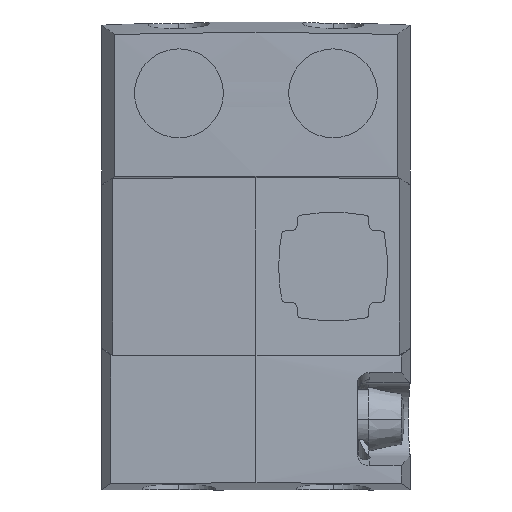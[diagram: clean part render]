
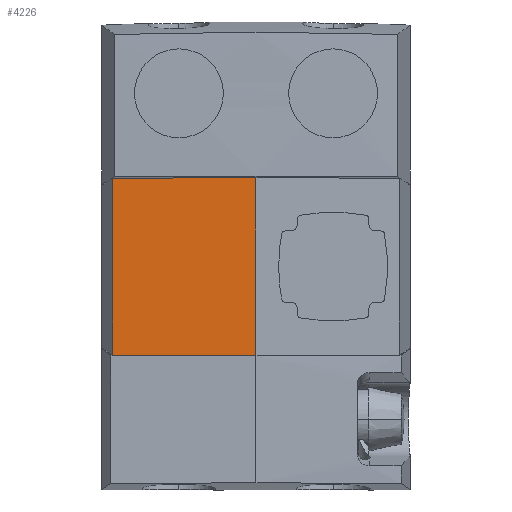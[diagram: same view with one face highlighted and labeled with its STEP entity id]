
A CAD part, top view. The second image highlights one B-rep face of the part: STEP entity #4226.
In plain terms, the highlighted cylindrical face has radius 2500 mm (diameter 5000 mm), a partial arc.
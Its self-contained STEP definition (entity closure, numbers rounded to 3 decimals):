
#61 = ORIENTED_EDGE ( 'NONE', *, *, #7727, .F. ) ;
#156 = CARTESIAN_POINT ( 'NONE',  ( -116.333, -80., 89.474 ) ) ;
#204 = DIRECTION ( 'NONE',  ( 0., 1., 0. ) ) ;
#231 = CARTESIAN_POINT ( 'NONE',  ( 0., -72.116, 92.182 ) ) ;
#290 = CARTESIAN_POINT ( 'NONE',  ( -116.333, 71.751, 89.474 ) ) ;
#514 = B_SPLINE_CURVE_WITH_KNOTS ( 'NONE', 3,
 ( #1988, #7148, #3556, #4709 ),
 .UNSPECIFIED., .F., .F.,
 ( 4, 4 ),
 ( 0.014, 0.13 ),
 .UNSPECIFIED. ) ;
#1108 = CARTESIAN_POINT ( 'NONE',  ( 0., -72.116, 92.182 ) ) ;
#1381 = LINE ( 'NONE', #156, #4023 ) ;
#1576 = VERTEX_POINT ( 'NONE', #5436 ) ;
#1579 = AXIS2_PLACEMENT_3D ( 'NONE', #7402, #2059, #4405 ) ;
#1722 = VERTEX_POINT ( 'NONE', #5298 ) ;
#1858 = B_SPLINE_CURVE_WITH_KNOTS ( 'NONE', 3,
 ( #231, #6743, #5171, #7564, #5820 ),
 .UNSPECIFIED., .F., .F.,
 ( 4, 1, 4 ),
 ( 9.558, 9.616, 9.674 ),
 .UNSPECIFIED. ) ;
#1923 = VERTEX_POINT ( 'NONE', #1108 ) ;
#1988 = CARTESIAN_POINT ( 'NONE',  ( -116.333, 71.751, 89.474 ) ) ;
#2059 = DIRECTION ( 'NONE',  ( 0., 1., 0. ) ) ;
#2639 = FACE_OUTER_BOUND ( 'NONE', #6499, .T. ) ;
#3059 = ORIENTED_EDGE ( 'NONE', *, *, #3579, .F. ) ;
#3379 = EDGE_CURVE ( 'NONE', #1923, #1722, #1858, .T. ) ;
#3556 = CARTESIAN_POINT ( 'NONE',  ( -38.778, 72.116, 92.182 ) ) ;
#3579 = EDGE_CURVE ( 'NONE', #1722, #6416, #1381, .T. ) ;
#3859 = ORIENTED_EDGE ( 'NONE', *, *, #5192, .T. ) ;
#4023 = VECTOR ( 'NONE', #204, 1000. ) ;
#4053 = VECTOR ( 'NONE', #6023, 1000. ) ;
#4140 = ORIENTED_EDGE ( 'NONE', *, *, #3379, .F. ) ;
#4169 = LINE ( 'NONE', #7205, #4053 ) ;
#4226 = ADVANCED_FACE ( 'NONE', ( #2639 ), #4928, .T. ) ;
#4405 = DIRECTION ( 'NONE',  ( 0., 0., 1. ) ) ;
#4709 = CARTESIAN_POINT ( 'NONE',  ( 0., 72.116, 92.182 ) ) ;
#4928 = CYLINDRICAL_SURFACE ( 'NONE', #1579, 2500. ) ;
#5171 = CARTESIAN_POINT ( 'NONE',  ( -58.233, -72.055, 91.729 ) ) ;
#5192 = EDGE_CURVE ( 'NONE', #1923, #1576, #4169, .T. ) ;
#5298 = CARTESIAN_POINT ( 'NONE',  ( -116.333, -71.751, 89.474 ) ) ;
#5436 = CARTESIAN_POINT ( 'NONE',  ( 0., 72.116, 92.182 ) ) ;
#5820 = CARTESIAN_POINT ( 'NONE',  ( -116.333, -71.751, 89.474 ) ) ;
#6023 = DIRECTION ( 'NONE',  ( 0., 1., 0. ) ) ;
#6416 = VERTEX_POINT ( 'NONE', #290 ) ;
#6499 = EDGE_LOOP ( 'NONE', ( #4140, #3859, #61, #3059 ) ) ;
#6743 = CARTESIAN_POINT ( 'NONE',  ( -19.422, -72.116, 92.182 ) ) ;
#7148 = CARTESIAN_POINT ( 'NONE',  ( -77.555, 71.994, 91.28 ) ) ;
#7205 = CARTESIAN_POINT ( 'NONE',  ( 0., -80., 92.182 ) ) ;
#7402 = CARTESIAN_POINT ( 'NONE',  ( 0., -80., -2407.818 ) ) ;
#7564 = CARTESIAN_POINT ( 'NONE',  ( -96.977, -71.872, 90.376 ) ) ;
#7727 = EDGE_CURVE ( 'NONE', #6416, #1576, #514, .T. ) ;
